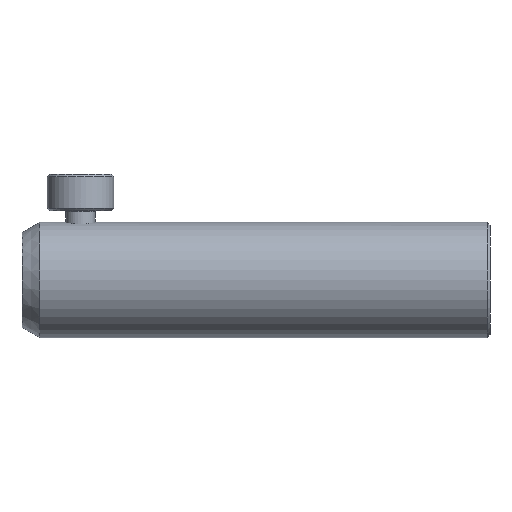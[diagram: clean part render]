
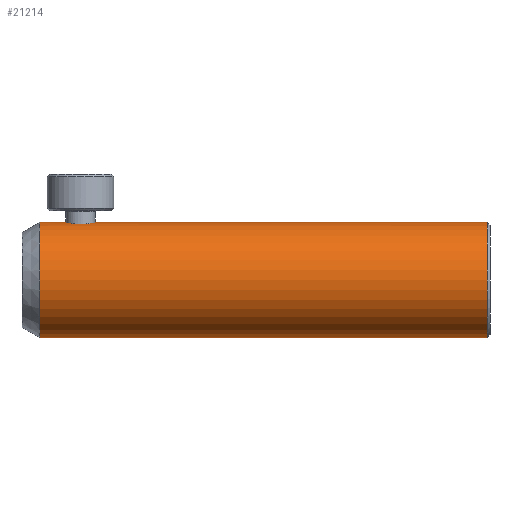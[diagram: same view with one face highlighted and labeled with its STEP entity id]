
A CAD part, left-side view. The second image highlights one B-rep face of the part: STEP entity #21214.
In plain terms, the highlighted cylindrical face has radius 12.5 mm (diameter 25 mm), a partial arc.
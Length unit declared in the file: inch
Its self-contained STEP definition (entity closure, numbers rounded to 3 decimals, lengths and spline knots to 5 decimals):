
#893 = AXIS2_PLACEMENT_3D ( 'NONE', #5251, #5239, #5260 ) ;
#1932 = CARTESIAN_POINT ( 'NONE',  ( 0., 1.61842, 0.49213 ) ) ;
#1976 = CARTESIAN_POINT ( 'NONE',  ( 0., 1.85, 0.49213 ) ) ;
#1978 = CARTESIAN_POINT ( 'NONE',  ( 0., -1.975, 0.49213 ) ) ;
#1994 = CARTESIAN_POINT ( 'NONE',  ( 0., 1.85, -0.49213 ) ) ;
#2002 = CARTESIAN_POINT ( 'NONE',  ( 0., -1.975, -0.49213 ) ) ;
#3321 = CARTESIAN_POINT ( 'NONE',  ( 0., 1.38158, 0.49213 ) ) ;
#4566 = EDGE_CURVE ( 'NONE', #8326, #8360, #12708, .T. ) ;
#4568 = EDGE_CURVE ( 'NONE', #8315, #8311, #12568, .T. ) ;
#4571 = EDGE_CURVE ( 'NONE', #7983, #8323, #12579, .T. ) ;
#4587 = EDGE_CURVE ( 'NONE', #8311, #8323, #12667, .T. ) ;
#4589 = EDGE_CURVE ( 'NONE', #8326, #8315, #12710, .T. ) ;
#4591 = EDGE_CURVE ( 'NONE', #7983, #8360, #14555, .T. ) ;
#4839 = AXIS2_PLACEMENT_3D ( 'NONE', #16930, #16929, #16928 ) ;
#4841 = AXIS2_PLACEMENT_3D ( 'NONE', #16918, #16917, #16916 ) ;
#5239 = DIRECTION ( 'NONE',  ( 0., -1., 0. ) ) ;
#5251 = CARTESIAN_POINT ( 'NONE',  ( 0., 2., 0. ) ) ;
#5260 = DIRECTION ( 'NONE',  ( 0., 0., -1. ) ) ;
#7983 = VERTEX_POINT ( 'NONE', #3321 ) ;
#8311 = VERTEX_POINT ( 'NONE', #2002 ) ;
#8315 = VERTEX_POINT ( 'NONE', #1994 ) ;
#8323 = VERTEX_POINT ( 'NONE', #1978 ) ;
#8326 = VERTEX_POINT ( 'NONE', #1976 ) ;
#8360 = VERTEX_POINT ( 'NONE', #1932 ) ;
#12259 = ORIENTED_EDGE ( 'NONE', *, *, #4591, .T. ) ;
#12466 = VECTOR ( 'NONE', #17058, 39.37008 ) ;
#12568 = LINE ( 'NONE', #17060, #12466 ) ;
#12579 = LINE ( 'NONE', #17020, #12668 ) ;
#12667 = CIRCLE ( 'NONE', #4839, 0.49213 ) ;
#12668 = VECTOR ( 'NONE', #17015, 39.37008 ) ;
#12708 = LINE ( 'NONE', #17027, #12715 ) ;
#12710 = CIRCLE ( 'NONE', #4841, 0.49213 ) ;
#12715 = VECTOR ( 'NONE', #17026, 39.37008 ) ;
#12866 = ORIENTED_EDGE ( 'NONE', *, *, #4566, .F. ) ;
#12889 = ORIENTED_EDGE ( 'NONE', *, *, #4589, .T. ) ;
#12891 = ORIENTED_EDGE ( 'NONE', *, *, #4568, .T. ) ;
#12893 = ORIENTED_EDGE ( 'NONE', *, *, #4587, .T. ) ;
#12911 = ORIENTED_EDGE ( 'NONE', *, *, #4571, .F. ) ;
#14555 = B_SPLINE_CURVE_WITH_KNOTS ( 'NONE', 3,
 ( #16900, #16927, #16926, #16899, #16898, #16896, #16895, #16894, #16893, #16892, #16891, #16890, #16889, #16888, #16887, #16886, #16884, #16883, #16882, #16881, #16880, #16879, #16878, #16877 ),
 .UNSPECIFIED., .F., .F.,
 ( 4, 2, 2, 2, 2, 2, 2, 2, 2, 2, 2, 4 ),
 ( 0., 0.06248, 0.12496, 0.18744, 0.21868, 0.24992, 0.31241, 0.32803, 0.34365, 0.37489, 0.43737, 0.49985 ),
 .UNSPECIFIED. ) ;
#15319 = EDGE_LOOP ( 'NONE', ( #12866, #12889, #12891, #12893, #12911, #12259 ) ) ;
#16877 = CARTESIAN_POINT ( 'NONE',  ( 0., 1.61842, 0.49213 ) ) ;
#16878 = CARTESIAN_POINT ( 'NONE',  ( -0.01639, 1.6184, 0.49213 ) ) ;
#16879 = CARTESIAN_POINT ( 'NONE',  ( -0.03243, 1.61532, 0.4913 ) ) ;
#16880 = CARTESIAN_POINT ( 'NONE',  ( -0.06332, 1.60313, 0.48828 ) ) ;
#16881 = CARTESIAN_POINT ( 'NONE',  ( -0.07675, 1.59465, 0.48625 ) ) ;
#16882 = CARTESIAN_POINT ( 'NONE',  ( -0.09409, 1.57818, 0.48308 ) ) ;
#16883 = CARTESIAN_POINT ( 'NONE',  ( -0.09921, 1.57224, 0.48204 ) ) ;
#16884 = CARTESIAN_POINT ( 'NONE',  ( -0.10592, 1.56265, 0.4806 ) ) ;
#16886 = CARTESIAN_POINT ( 'NONE',  ( -0.10799, 1.55934, 0.48014 ) ) ;
#16887 = CARTESIAN_POINT ( 'NONE',  ( -0.11182, 1.5525, 0.47926 ) ) ;
#16888 = CARTESIAN_POINT ( 'NONE',  ( -0.11355, 1.549, 0.47885 ) ) ;
#16889 = CARTESIAN_POINT ( 'NONE',  ( -0.12161, 1.53055, 0.47691 ) ) ;
#16890 = CARTESIAN_POINT ( 'NONE',  ( -0.1248, 1.51548, 0.47604 ) ) ;
#16891 = CARTESIAN_POINT ( 'NONE',  ( -0.12478, 1.4922, 0.47604 ) ) ;
#16892 = CARTESIAN_POINT ( 'NONE',  ( -0.12398, 1.48454, 0.47626 ) ) ;
#16893 = CARTESIAN_POINT ( 'NONE',  ( -0.12077, 1.46943, 0.47708 ) ) ;
#16894 = CARTESIAN_POINT ( 'NONE',  ( -0.11834, 1.46192, 0.4777 ) ) ;
#16895 = CARTESIAN_POINT ( 'NONE',  ( -0.10878, 1.44004, 0.48 ) ) ;
#16896 = CARTESIAN_POINT ( 'NONE',  ( -0.09984, 1.42726, 0.48204 ) ) ;
#16898 = CARTESIAN_POINT ( 'NONE',  ( -0.07672, 1.40535, 0.48625 ) ) ;
#16899 = CARTESIAN_POINT ( 'NONE',  ( -0.06333, 1.39687, 0.48828 ) ) ;
#16900 = CARTESIAN_POINT ( 'NONE',  ( 0., 1.38158, 0.49213 ) ) ;
#16916 = DIRECTION ( 'NONE',  ( 0., 0., 1. ) ) ;
#16917 = DIRECTION ( 'NONE',  ( 0., -1., 0. ) ) ;
#16918 = CARTESIAN_POINT ( 'NONE',  ( 0., 1.85, 0. ) ) ;
#16926 = CARTESIAN_POINT ( 'NONE',  ( -0.03236, 1.38466, 0.49131 ) ) ;
#16927 = CARTESIAN_POINT ( 'NONE',  ( -0.01639, 1.3816, 0.49213 ) ) ;
#16928 = DIRECTION ( 'NONE',  ( 0., 0., 1. ) ) ;
#16929 = DIRECTION ( 'NONE',  ( 0., 1., 0. ) ) ;
#16930 = CARTESIAN_POINT ( 'NONE',  ( 0., -1.975, 0. ) ) ;
#17015 = DIRECTION ( 'NONE',  ( 0., -1., 0. ) ) ;
#17020 = CARTESIAN_POINT ( 'NONE',  ( 0., 2., 0.49213 ) ) ;
#17026 = DIRECTION ( 'NONE',  ( 0., -1., 0. ) ) ;
#17027 = CARTESIAN_POINT ( 'NONE',  ( 0., 2., 0.49213 ) ) ;
#17058 = DIRECTION ( 'NONE',  ( 0., -1., 0. ) ) ;
#17060 = CARTESIAN_POINT ( 'NONE',  ( 0., 2., -0.49213 ) ) ;
#21214 = ADVANCED_FACE ( 'NONE', ( #21927 ), #21952, .T. ) ;
#21927 = FACE_OUTER_BOUND ( 'NONE', #15319, .T. ) ;
#21952 = CYLINDRICAL_SURFACE ( 'NONE', #893, 0.49213 ) ;
